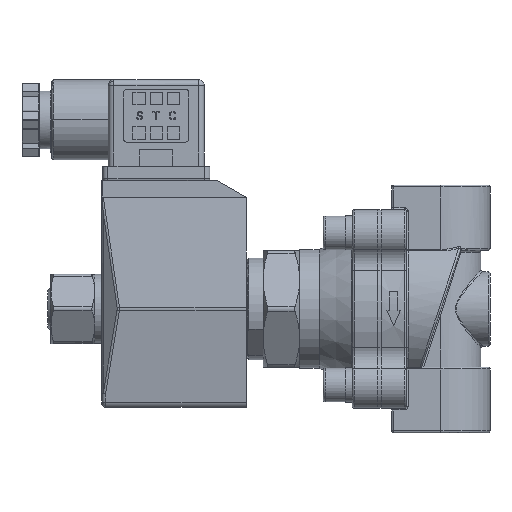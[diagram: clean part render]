
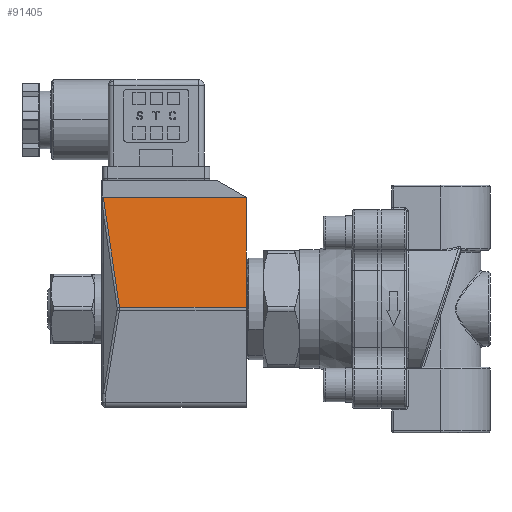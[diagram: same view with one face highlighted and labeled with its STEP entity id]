
A CAD part, left-side view. The second image highlights one B-rep face of the part: STEP entity #91405.
In plain terms, the highlighted planar face has unit normal (-0.992, 0, 0.123).
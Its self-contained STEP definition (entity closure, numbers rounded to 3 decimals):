
#11751 = CARTESIAN_POINT ( 'NONE',  ( -19.212, 66.9, 30.581 ) ) ;
#15697 = LINE ( 'NONE', #85552, #63440 ) ;
#20207 = CARTESIAN_POINT ( 'NONE',  ( -22.943, 101.74, 0.392 ) ) ;
#21544 = ORIENTED_EDGE ( 'NONE', *, *, #72983, .F. ) ;
#22696 = LINE ( 'NONE', #98983, #95850 ) ;
#27697 = FACE_OUTER_BOUND ( 'NONE', #77862, .T. ) ;
#28830 = DIRECTION ( 'NONE',  ( 0., 1., 0. ) ) ;
#28988 = ORIENTED_EDGE ( 'NONE', *, *, #120477, .T. ) ;
#29622 = EDGE_CURVE ( 'NONE', #41275, #78719, #98481, .T. ) ;
#30905 = ORIENTED_EDGE ( 'NONE', *, *, #33132, .T. ) ;
#31940 = CARTESIAN_POINT ( 'NONE',  ( -19.212, 66.9, 30.581 ) ) ;
#33132 = EDGE_CURVE ( 'NONE', #53974, #41275, #22696, .T. ) ;
#36294 = DIRECTION ( 'NONE',  ( 0., -1., 0. ) ) ;
#41275 = VERTEX_POINT ( 'NONE', #20207 ) ;
#50360 = DIRECTION ( 'NONE',  ( -0.123, 0., -0.992 ) ) ;
#53974 = VERTEX_POINT ( 'NONE', #99691 ) ;
#54106 = DIRECTION ( 'NONE',  ( -0.992, 0., 0.123 ) ) ;
#62414 = VECTOR ( 'NONE', #50360, 1000. ) ;
#63440 = VECTOR ( 'NONE', #28830, 1000. ) ;
#72906 = PLANE ( 'NONE',  #122425 ) ;
#72983 = EDGE_CURVE ( 'NONE', #87125, #78719, #99779, .T. ) ;
#77862 = EDGE_LOOP ( 'NONE', ( #30905, #112825, #21544, #28988 ) ) ;
#78719 = VERTEX_POINT ( 'NONE', #106957 ) ;
#85552 = CARTESIAN_POINT ( 'NONE',  ( -19.212, 106.556, 30.581 ) ) ;
#87125 = VERTEX_POINT ( 'NONE', #11751 ) ;
#89365 = DIRECTION ( 'NONE',  ( -0.121, -0.145, -0.982 ) ) ;
#91405 = ADVANCED_FACE ( 'NONE', ( #27697 ), #72906, .T. ) ;
#93458 = CARTESIAN_POINT ( 'NONE',  ( -22.943, 106.556, 0.392 ) ) ;
#95850 = VECTOR ( 'NONE', #89365, 1000. ) ;
#98481 = LINE ( 'NONE', #93458, #120879 ) ;
#98983 = CARTESIAN_POINT ( 'NONE',  ( -19.212, 106.183, 30.581 ) ) ;
#99691 = CARTESIAN_POINT ( 'NONE',  ( -19.212, 106.183, 30.581 ) ) ;
#99779 = LINE ( 'NONE', #31940, #62414 ) ;
#106957 = CARTESIAN_POINT ( 'NONE',  ( -22.943, 66.9, 0.392 ) ) ;
#111265 = CARTESIAN_POINT ( 'NONE',  ( -22.992, 106.556, 0. ) ) ;
#112825 = ORIENTED_EDGE ( 'NONE', *, *, #29622, .T. ) ;
#120477 = EDGE_CURVE ( 'NONE', #87125, #53974, #15697, .T. ) ;
#120876 = DIRECTION ( 'NONE',  ( -0.123, 0., -0.992 ) ) ;
#120879 = VECTOR ( 'NONE', #36294, 1000. ) ;
#122425 = AXIS2_PLACEMENT_3D ( 'NONE', #111265, #54106, #120876 ) ;
